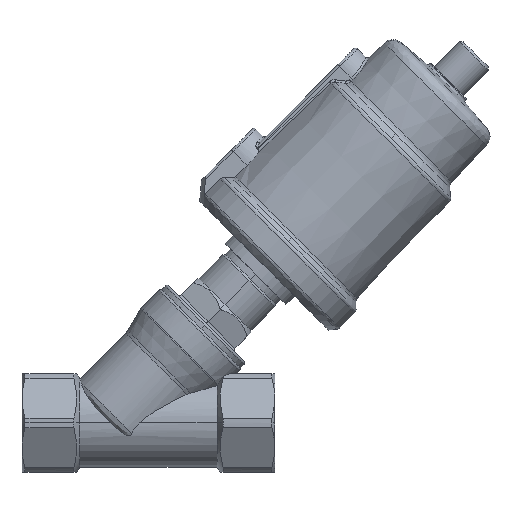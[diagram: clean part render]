
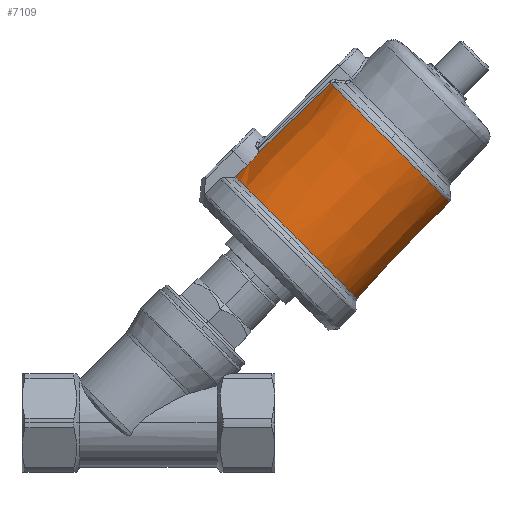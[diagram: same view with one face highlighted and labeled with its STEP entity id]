
A CAD part, top view. The second image highlights one B-rep face of the part: STEP entity #7109.
In plain terms, the highlighted conical face has half-angle 1.366 degrees and reference radius 35.23 mm.
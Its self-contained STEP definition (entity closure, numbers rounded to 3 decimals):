
#57 = CARTESIAN_POINT ( 'NONE',  ( -116.703, 9.972, -32.9 ) ) ;
#66 = CARTESIAN_POINT ( 'NONE',  ( -90.894, 17.118, -32.476 ) ) ;
#68 = CARTESIAN_POINT ( 'NONE',  ( -116.703, 12.123, -32.845 ) ) ;
#101 = CARTESIAN_POINT ( 'NONE',  ( -92.176, 22.271, -32.838 ) ) ;
#403 = CARTESIAN_POINT ( 'NONE',  ( -116.703, 16.425, -32.735 ) ) ;
#420 = EDGE_CURVE ( 'NONE', #10142, #7691, #1301, .T. ) ;
#600 = CARTESIAN_POINT ( 'NONE',  ( -116.703, 14.274, -32.79 ) ) ;
#873 = VERTEX_POINT ( 'NONE', #2254 ) ;
#922 = CARTESIAN_POINT ( 'NONE',  ( -90.991, 18.188, -32.487 ) ) ;
#923 = EDGE_CURVE ( 'NONE', #5205, #9871, #1255, .T. ) ;
#926 = ORIENTED_EDGE ( 'NONE', *, *, #8030, .T. ) ;
#967 = CARTESIAN_POINT ( 'NONE',  ( -92.292, 22.513, -32.873 ) ) ;
#1207 = ORIENTED_EDGE ( 'NONE', *, *, #1892, .T. ) ;
#1255 = CIRCLE ( 'NONE', #9185, 33.972 ) ;
#1294 = EDGE_CURVE ( 'NONE', #7691, #1419, #6742, .T. ) ;
#1301 = B_SPLINE_CURVE_WITH_KNOTS ( 'NONE', 3,
 ( #2600, #1476, #1509, #1437, #1397, #1358, #9193, #9481, #4259, #1325 ),
 .UNSPECIFIED., .F., .F.,
 ( 4, 2, 2, 2, 4 ),
 ( 0., 0.004, 0.004, 0.005, 0.007 ),
 .UNSPECIFIED. ) ;
#1325 = CARTESIAN_POINT ( 'NONE',  ( -116.703, 16.425, -32.735 ) ) ;
#1358 = CARTESIAN_POINT ( 'NONE',  ( -116.488, 18.765, -32.757 ) ) ;
#1397 = CARTESIAN_POINT ( 'NONE',  ( -116.365, 19.342, -32.789 ) ) ;
#1419 = VERTEX_POINT ( 'NONE', #9722 ) ;
#1437 = CARTESIAN_POINT ( 'NONE',  ( -116.293, 19.629, -32.808 ) ) ;
#1476 = CARTESIAN_POINT ( 'NONE',  ( -115.416, 22.095, -33.065 ) ) ;
#1509 = CARTESIAN_POINT ( 'NONE',  ( -115.888, 21.037, -32.922 ) ) ;
#1614 = CARTESIAN_POINT ( 'NONE',  ( -114.792, 49.701, -32.574 ) ) ;
#1658 = CARTESIAN_POINT ( 'NONE',  ( -114.789, 62.724, -32.247 ) ) ;
#1764 = CARTESIAN_POINT ( 'NONE',  ( -93.418, 62.724, -32.247 ) ) ;
#1806 = CARTESIAN_POINT ( 'NONE',  ( -91.168, 19.243, -32.531 ) ) ;
#1807 = CARTESIAN_POINT ( 'NONE',  ( -93.41, 24.399, -33.206 ) ) ;
#1846 = CARTESIAN_POINT ( 'NONE',  ( -93.003, 23.823, -33.09 ) ) ;
#1892 = EDGE_CURVE ( 'NONE', #5529, #9020, #9275, .T. ) ;
#1925 = CARTESIAN_POINT ( 'NONE',  ( -93.412, 37.351, -32.883 ) ) ;
#2030 = ORIENTED_EDGE ( 'NONE', *, *, #6464, .T. ) ;
#2202 = EDGE_CURVE ( 'NONE', #7544, #6734, #6536, .T. ) ;
#2254 = CARTESIAN_POINT ( 'NONE',  ( -90.88, 16.401, -32.489 ) ) ;
#2485 = B_SPLINE_CURVE_WITH_KNOTS ( 'NONE', 3,
 ( #6878, #9442, #66, #6112, #922, #6950, #1806, #7809, #2668, #8654, #3529, #9518, #4444, #10324, #5306, #101, #6157, #967, #6983, #1846, #7854 ),
 .UNSPECIFIED., .F., .F.,
 ( 4, 2, 2, 2, 2, 2, 2, 1, 2, 2, 4 ),
 ( 0., 0.125, 0.25, 0.375, 0.438, 0.5, 0.625, 0.688, 0.719, 0.75, 1. ),
 .UNSPECIFIED. ) ;
#2600 = CARTESIAN_POINT ( 'NONE',  ( -114.797, 23.089, -33.239 ) ) ;
#2668 = CARTESIAN_POINT ( 'NONE',  ( -91.334, 19.936, -32.579 ) ) ;
#2703 = CARTESIAN_POINT ( 'NONE',  ( -104.103, 9.972, 35.23 ) ) ;
#2723 = CARTESIAN_POINT ( 'NONE',  ( -90.879, 12.115, -32.598 ) ) ;
#3095 = CARTESIAN_POINT ( 'NONE',  ( -104.103, 9.972, 0. ) ) ;
#3207 = CIRCLE ( 'NONE', #6289, 33.972 ) ;
#3212 = DIRECTION ( 'NONE',  ( 0., 0., -1. ) ) ;
#3269 = AXIS2_PLACEMENT_3D ( 'NONE', #3095, #9095, #3984 ) ;
#3334 = CARTESIAN_POINT ( 'NONE',  ( -93.415, 50.126, -32.563 ) ) ;
#3529 = CARTESIAN_POINT ( 'NONE',  ( -91.48, 20.452, -32.623 ) ) ;
#3889 = ORIENTED_EDGE ( 'NONE', *, *, #4539, .T. ) ;
#3984 = DIRECTION ( 'NONE',  ( 0., 0., -1. ) ) ;
#4088 = CARTESIAN_POINT ( 'NONE',  ( -104.103, 9.972, 0. ) ) ;
#4250 = CARTESIAN_POINT ( 'NONE',  ( -114.797, 23.089, -33.239 ) ) ;
#4259 = CARTESIAN_POINT ( 'NONE',  ( -116.703, 17.017, -32.72 ) ) ;
#4290 = DIRECTION ( 'NONE',  ( 0., 0., -1. ) ) ;
#4314 = DIRECTION ( 'NONE',  ( 0., 1., 0. ) ) ;
#4327 = CARTESIAN_POINT ( 'NONE',  ( -104.103, 9.972, 0. ) ) ;
#4444 = CARTESIAN_POINT ( 'NONE',  ( -91.761, 21.293, -32.709 ) ) ;
#4539 = EDGE_CURVE ( 'NONE', #9020, #5205, #3207, .T. ) ;
#4561 = DIRECTION ( 'NONE',  ( 0., -1., 0. ) ) ;
#4866 = CARTESIAN_POINT ( 'NONE',  ( -104.103, 62.724, 33.972 ) ) ;
#4962 = DIRECTION ( 'NONE',  ( 0., -1., 0. ) ) ;
#4981 = CARTESIAN_POINT ( 'NONE',  ( -104.103, 62.724, 0. ) ) ;
#5014 = DIRECTION ( 'NONE',  ( 0., -1., 0. ) ) ;
#5074 = ORIENTED_EDGE ( 'NONE', *, *, #6716, .T. ) ;
#5205 = VERTEX_POINT ( 'NONE', #4866 ) ;
#5306 = CARTESIAN_POINT ( 'NONE',  ( -92.065, 22.03, -32.803 ) ) ;
#5369 = CARTESIAN_POINT ( 'NONE',  ( -90.88, 16.401, -32.489 ) ) ;
#5501 = DIRECTION ( 'NONE',  ( 0., 0., -1. ) ) ;
#5529 = VERTEX_POINT ( 'NONE', #9530 ) ;
#5566 = CARTESIAN_POINT ( 'NONE',  ( -114.797, 23.089, -33.239 ) ) ;
#5787 = CIRCLE ( 'NONE', #3269, 35.23 ) ;
#5863 = B_SPLINE_CURVE_WITH_KNOTS ( 'NONE', 3,
 ( #7616, #1614, #9330, #4250 ),
 .UNSPECIFIED., .F., .F.,
 ( 4, 4 ),
 ( 0., 1. ),
 .UNSPECIFIED. ) ;
#5900 = CONICAL_SURFACE ( 'NONE', #6305, 35.23, 0.024 ) ;
#6112 = CARTESIAN_POINT ( 'NONE',  ( -90.949, 17.831, -32.48 ) ) ;
#6147 = ORIENTED_EDGE ( 'NONE', *, *, #420, .T. ) ;
#6157 = CARTESIAN_POINT ( 'NONE',  ( -92.252, 22.432, -32.861 ) ) ;
#6289 = AXIS2_PLACEMENT_3D ( 'NONE', #9623, #4561, #10437 ) ;
#6305 = AXIS2_PLACEMENT_3D ( 'NONE', #4088, #4962, #3212 ) ;
#6390 = CARTESIAN_POINT ( 'NONE',  ( -116.703, 16.425, -32.735 ) ) ;
#6464 = EDGE_CURVE ( 'NONE', #6734, #873, #8460, .T. ) ;
#6536 = CIRCLE ( 'NONE', #7862, 35.23 ) ;
#6716 = EDGE_CURVE ( 'NONE', #873, #5529, #2485, .T. ) ;
#6734 = VERTEX_POINT ( 'NONE', #8701 ) ;
#6742 = B_SPLINE_CURVE_WITH_KNOTS ( 'NONE', 3,
 ( #403, #600, #68, #57 ),
 .UNSPECIFIED., .F., .F.,
 ( 4, 4 ),
 ( 0., 0.006 ),
 .UNSPECIFIED. ) ;
#6878 = CARTESIAN_POINT ( 'NONE',  ( -90.88, 16.401, -32.489 ) ) ;
#6946 = ORIENTED_EDGE ( 'NONE', *, *, #1294, .T. ) ;
#6950 = CARTESIAN_POINT ( 'NONE',  ( -91.1, 18.893, -32.513 ) ) ;
#6983 = CARTESIAN_POINT ( 'NONE',  ( -92.644, 23.221, -32.981 ) ) ;
#7109 = ADVANCED_FACE ( 'NONE', ( #9215 ), #5900, .T. ) ;
#7544 = VERTEX_POINT ( 'NONE', #2703 ) ;
#7550 = EDGE_LOOP ( 'NONE', ( #3889, #8128, #926, #6147, #6946, #10981, #9356, #2030, #5074, #1207 ) ) ;
#7616 = CARTESIAN_POINT ( 'NONE',  ( -114.789, 62.724, -32.247 ) ) ;
#7691 = VERTEX_POINT ( 'NONE', #6390 ) ;
#7809 = CARTESIAN_POINT ( 'NONE',  ( -91.29, 19.763, -32.566 ) ) ;
#7854 = CARTESIAN_POINT ( 'NONE',  ( -93.41, 24.399, -33.206 ) ) ;
#7862 = AXIS2_PLACEMENT_3D ( 'NONE', #4327, #4314, #4290 ) ;
#7886 = CARTESIAN_POINT ( 'NONE',  ( -90.879, 9.972, -32.653 ) ) ;
#8030 = EDGE_CURVE ( 'NONE', #9871, #10142, #5863, .T. ) ;
#8128 = ORIENTED_EDGE ( 'NONE', *, *, #923, .T. ) ;
#8460 = B_SPLINE_CURVE_WITH_KNOTS ( 'NONE', 3,
 ( #7886, #2723, #10392, #5369 ),
 .UNSPECIFIED., .F., .F.,
 ( 4, 4 ),
 ( 0., 1. ),
 .UNSPECIFIED. ) ;
#8654 = CARTESIAN_POINT ( 'NONE',  ( -91.429, 20.28, -32.607 ) ) ;
#8701 = CARTESIAN_POINT ( 'NONE',  ( -90.879, 9.972, -32.653 ) ) ;
#9020 = VERTEX_POINT ( 'NONE', #10256 ) ;
#9095 = DIRECTION ( 'NONE',  ( 0., 1., 0. ) ) ;
#9185 = AXIS2_PLACEMENT_3D ( 'NONE', #4981, #5014, #5501 ) ;
#9193 = CARTESIAN_POINT ( 'NONE',  ( -116.539, 18.476, -32.745 ) ) ;
#9215 = FACE_OUTER_BOUND ( 'NONE', #7550, .T. ) ;
#9275 = B_SPLINE_CURVE_WITH_KNOTS ( 'NONE', 3,
 ( #1807, #1925, #3334, #1764 ),
 .UNSPECIFIED., .F., .F.,
 ( 4, 4 ),
 ( 0., 1. ),
 .UNSPECIFIED. ) ;
#9330 = CARTESIAN_POINT ( 'NONE',  ( -114.794, 36.489, -32.904 ) ) ;
#9356 = ORIENTED_EDGE ( 'NONE', *, *, #2202, .T. ) ;
#9442 = CARTESIAN_POINT ( 'NONE',  ( -90.88, 16.76, -32.479 ) ) ;
#9481 = CARTESIAN_POINT ( 'NONE',  ( -116.662, 17.603, -32.721 ) ) ;
#9518 = CARTESIAN_POINT ( 'NONE',  ( -91.641, 20.959, -32.672 ) ) ;
#9530 = CARTESIAN_POINT ( 'NONE',  ( -93.41, 24.399, -33.206 ) ) ;
#9623 = CARTESIAN_POINT ( 'NONE',  ( -104.103, 62.724, 0. ) ) ;
#9722 = CARTESIAN_POINT ( 'NONE',  ( -116.703, 9.972, -32.9 ) ) ;
#9841 = EDGE_CURVE ( 'NONE', #1419, #7544, #5787, .T. ) ;
#9871 = VERTEX_POINT ( 'NONE', #1658 ) ;
#10142 = VERTEX_POINT ( 'NONE', #5566 ) ;
#10256 = CARTESIAN_POINT ( 'NONE',  ( -93.418, 62.724, -32.247 ) ) ;
#10324 = CARTESIAN_POINT ( 'NONE',  ( -91.96, 21.785, -32.771 ) ) ;
#10392 = CARTESIAN_POINT ( 'NONE',  ( -90.88, 14.258, -32.543 ) ) ;
#10437 = DIRECTION ( 'NONE',  ( 0., 0., -1. ) ) ;
#10981 = ORIENTED_EDGE ( 'NONE', *, *, #9841, .T. ) ;
